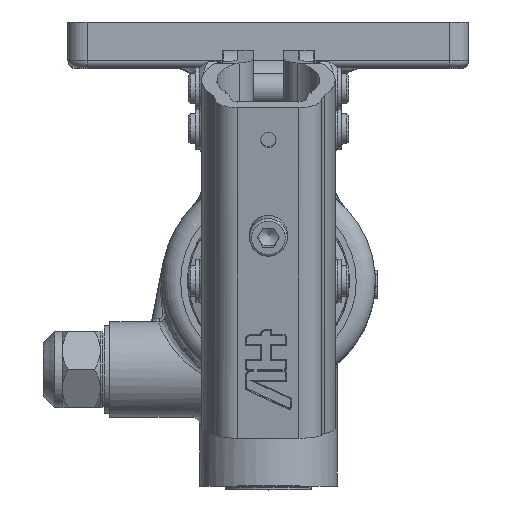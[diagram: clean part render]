
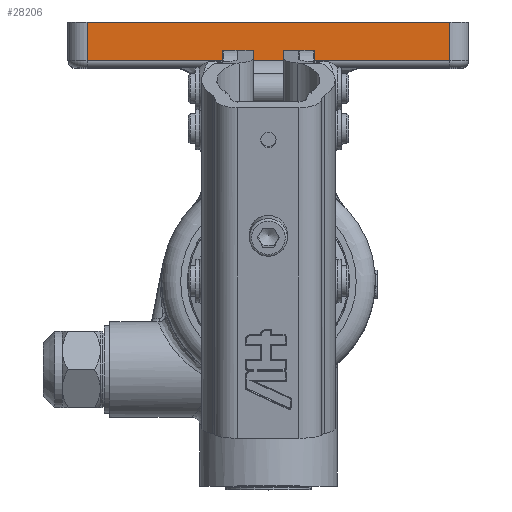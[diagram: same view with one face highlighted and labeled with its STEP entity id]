
A CAD part, top view. The second image highlights one B-rep face of the part: STEP entity #28206.
In plain terms, the highlighted planar face has unit normal (0, 0, 1).
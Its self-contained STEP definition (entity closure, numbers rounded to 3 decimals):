
#27906=CARTESIAN_POINT('',(47.5,68.0,138.5));
#27907=VERTEX_POINT('',#27906);
#27957=CARTESIAN_POINT('',(-47.5,68.0,138.5));
#27958=VERTEX_POINT('',#27957);
#27966=CARTESIAN_POINT('',(47.5,68.0,138.5));
#27967=DIRECTION('',(-1.0,0.0,0.0));
#27968=VECTOR('',#27967,95.0);
#27969=LINE('',#27966,#27968);
#27970=EDGE_CURVE('',#27907,#27958,#27969,.T.);
#28148=CARTESIAN_POINT('',(47.5,58.0,138.5));
#28149=VERTEX_POINT('',#28148);
#28150=CARTESIAN_POINT('',(47.5,68.0,138.5));
#28151=DIRECTION('',(0.0,-1.0,0.0));
#28152=VECTOR('',#28151,10.);
#28153=LINE('',#28150,#28152);
#28154=EDGE_CURVE('',#27907,#28149,#28153,.T.);
#28167=CARTESIAN_POINT('',(-47.5,69.0,138.5));
#28168=DIRECTION('',(0.0,0.0,1.0));
#28169=DIRECTION('',(1.0,0.0,0.0));
#28170=AXIS2_PLACEMENT_3D('',#28167,#28168,#28169);
#28171=PLANE('',#28170);
#28172=ORIENTED_EDGE('',*,*,#27970,.T.);
#28173=CARTESIAN_POINT('',(-47.5,58.0,138.5));
#28174=VERTEX_POINT('',#28173);
#28175=CARTESIAN_POINT('',(-47.5,68.0,138.5));
#28176=DIRECTION('',(0.0,-1.0,0.0));
#28177=VECTOR('',#28176,10.);
#28178=LINE('',#28175,#28177);
#28179=EDGE_CURVE('',#27958,#28174,#28178,.T.);
#28180=ORIENTED_EDGE('',*,*,#28179,.T.);
#28181=CARTESIAN_POINT('',(-9.,58.0,138.5));
#28182=VERTEX_POINT('',#28181);
#28183=CARTESIAN_POINT('',(-9.,58.0,138.5));
#28184=DIRECTION('',(-1.0,0.0,0.0));
#28185=VECTOR('',#28184,38.5);
#28186=LINE('',#28183,#28185);
#28187=EDGE_CURVE('',#28182,#28174,#28186,.T.);
#28188=ORIENTED_EDGE('',*,*,#28187,.F.);
#28189=CARTESIAN_POINT('',(9.,58.0,138.5));
#28190=VERTEX_POINT('',#28189);
#28191=CARTESIAN_POINT('',(9.,58.0,138.5));
#28192=DIRECTION('',(-1.0,0.0,0.0));
#28193=VECTOR('',#28192,18.);
#28194=LINE('',#28191,#28193);
#28195=EDGE_CURVE('',#28190,#28182,#28194,.T.);
#28196=ORIENTED_EDGE('',*,*,#28195,.F.);
#28197=CARTESIAN_POINT('',(47.5,58.0,138.5));
#28198=DIRECTION('',(-1.0,0.0,0.0));
#28199=VECTOR('',#28198,38.5);
#28200=LINE('',#28197,#28199);
#28201=EDGE_CURVE('',#28149,#28190,#28200,.T.);
#28202=ORIENTED_EDGE('',*,*,#28201,.F.);
#28203=ORIENTED_EDGE('',*,*,#28154,.F.);
#28204=EDGE_LOOP('',(#28172,#28180,#28188,#28196,#28202,#28203));
#28205=FACE_OUTER_BOUND('',#28204,.T.);
#28206=ADVANCED_FACE('',(#28205),#28171,.T.);
